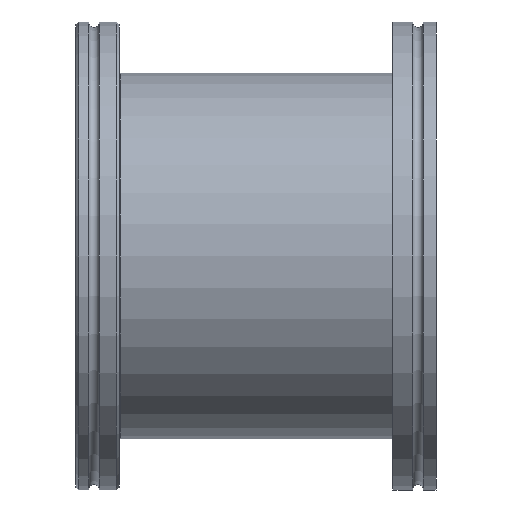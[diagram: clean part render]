
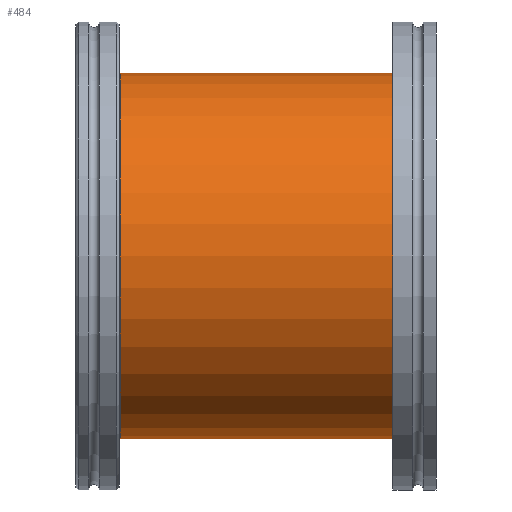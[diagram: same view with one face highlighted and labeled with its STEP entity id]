
A CAD part, front view. The second image highlights one B-rep face of the part: STEP entity #484.
In plain terms, the highlighted cylindrical face has radius 50.8 mm (diameter 101.599 mm), a full revolution.
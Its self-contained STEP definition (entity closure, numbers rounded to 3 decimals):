
#37=LINE('',#825,#51);
#51=VECTOR('',#639,50.8);
#65=CYLINDRICAL_SURFACE('',#537,50.8);
#78=FACE_OUTER_BOUND('',#105,.T.);
#105=EDGE_LOOP('',(#339,#340,#341,#342,#343,#344,#345));
#143=CIRCLE('',#533,50.8);
#144=CIRCLE('',#534,50.8);
#145=CIRCLE('',#535,50.8);
#147=CIRCLE('',#538,50.8);
#148=CIRCLE('',#539,50.8);
#203=VERTEX_POINT('',#812);
#204=VERTEX_POINT('',#814);
#205=VERTEX_POINT('',#816);
#206=VERTEX_POINT('',#821);
#207=VERTEX_POINT('',#822);
#260=EDGE_CURVE('',#203,#204,#143,.T.);
#261=EDGE_CURVE('',#204,#205,#144,.T.);
#262=EDGE_CURVE('',#205,#203,#145,.T.);
#264=EDGE_CURVE('',#206,#207,#147,.T.);
#265=EDGE_CURVE('',#207,#206,#148,.T.);
#266=EDGE_CURVE('',#207,#204,#37,.T.);
#339=ORIENTED_EDGE('',*,*,#264,.F.);
#340=ORIENTED_EDGE('',*,*,#265,.F.);
#341=ORIENTED_EDGE('',*,*,#266,.T.);
#342=ORIENTED_EDGE('',*,*,#260,.F.);
#343=ORIENTED_EDGE('',*,*,#262,.F.);
#344=ORIENTED_EDGE('',*,*,#261,.F.);
#345=ORIENTED_EDGE('',*,*,#266,.F.);
#484=ADVANCED_FACE('',(#78),#65,.T.);
#533=AXIS2_PLACEMENT_3D('',#815,#625,#626);
#534=AXIS2_PLACEMENT_3D('',#817,#627,#628);
#535=AXIS2_PLACEMENT_3D('',#818,#629,#630);
#537=AXIS2_PLACEMENT_3D('',#820,#633,#634);
#538=AXIS2_PLACEMENT_3D('',#823,#635,#636);
#539=AXIS2_PLACEMENT_3D('',#824,#637,#638);
#625=DIRECTION('center_axis',(-1.,0.,0.));
#626=DIRECTION('ref_axis',(0.,1.,0.));
#627=DIRECTION('center_axis',(-1.,0.,0.));
#628=DIRECTION('ref_axis',(0.,1.,0.));
#629=DIRECTION('center_axis',(-1.,0.,0.));
#630=DIRECTION('ref_axis',(0.,1.,0.));
#633=DIRECTION('center_axis',(1.,0.,0.));
#634=DIRECTION('ref_axis',(0.,-1.,0.));
#635=DIRECTION('center_axis',(1.,0.,0.));
#636=DIRECTION('ref_axis',(0.,0.,-1.));
#637=DIRECTION('center_axis',(1.,0.,0.));
#638=DIRECTION('ref_axis',(0.,0.,-1.));
#639=DIRECTION('',(-1.,0.,0.));
#812=CARTESIAN_POINT('',(12.3,0.,50.8));
#814=CARTESIAN_POINT('',(12.3,50.8,0.));
#815=CARTESIAN_POINT('Origin',(12.3,0.,0.));
#816=CARTESIAN_POINT('',(12.3,-50.8,0.));
#817=CARTESIAN_POINT('Origin',(12.3,0.,0.));
#818=CARTESIAN_POINT('Origin',(12.3,0.,0.));
#820=CARTESIAN_POINT('Origin',(50.,0.,0.));
#821=CARTESIAN_POINT('',(88.,-50.8,0.));
#822=CARTESIAN_POINT('',(88.,50.8,0.));
#823=CARTESIAN_POINT('Origin',(88.,0.,0.));
#824=CARTESIAN_POINT('Origin',(88.,0.,0.));
#825=CARTESIAN_POINT('',(50.,50.8,0.));
